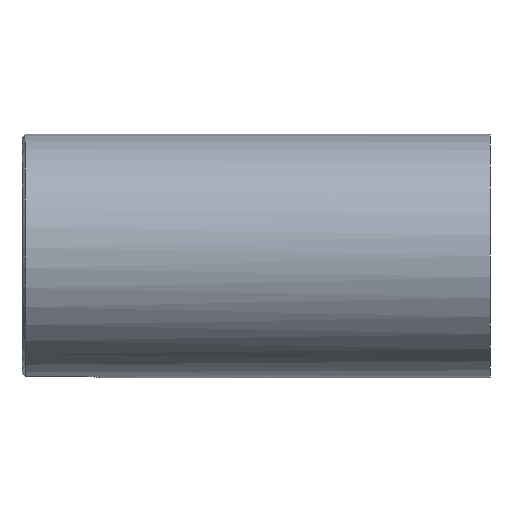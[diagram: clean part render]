
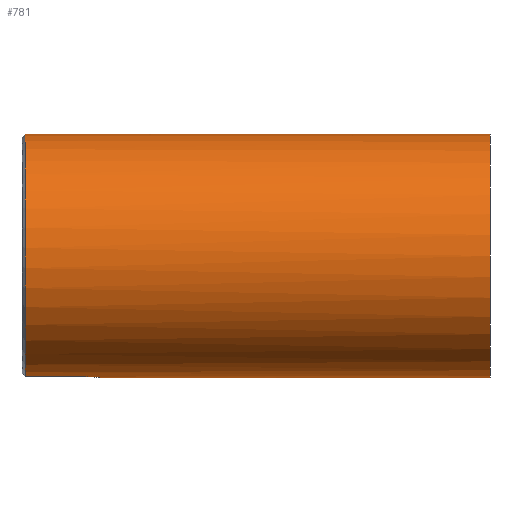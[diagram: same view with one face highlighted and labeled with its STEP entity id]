
A CAD part, front view. The second image highlights one B-rep face of the part: STEP entity #781.
In plain terms, the highlighted cylindrical face has radius 19.5 mm (diameter 39 mm), a partial arc.
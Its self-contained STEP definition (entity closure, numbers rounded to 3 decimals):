
#18 = CARTESIAN_POINT ( 'NONE',  ( 179.985, -1.681, -19.428 ) ) ;
#49 = CARTESIAN_POINT ( 'NONE',  ( 182.946, -0.157, 19.499 ) ) ;
#60 = CARTESIAN_POINT ( 'NONE',  ( 180.587, -0.212, -19.499 ) ) ;
#62 = DIRECTION ( 'NONE',  ( -1., 0., 0. ) ) ;
#63 = EDGE_CURVE ( 'NONE', #592, #878, #679, .T. ) ;
#65 = CARTESIAN_POINT ( 'NONE',  ( 178.158, -2.6, -19.326 ) ) ;
#85 = CARTESIAN_POINT ( 'NONE',  ( 179.511, -2.118, -19.385 ) ) ;
#92 = ORIENTED_EDGE ( 'NONE', *, *, #454, .F. ) ;
#116 = CARTESIAN_POINT ( 'NONE',  ( 232.206, 0., 19.5 ) ) ;
#167 = CARTESIAN_POINT ( 'NONE',  ( 179.239, -2.289, -19.365 ) ) ;
#170 = DIRECTION ( 'NONE',  ( 0., 0., 1. ) ) ;
#185 = VERTEX_POINT ( 'NONE', #660 ) ;
#188 = CARTESIAN_POINT ( 'NONE',  ( 177.995, -2.6, -19.326 ) ) ;
#202 = LINE ( 'NONE', #779, #591 ) ;
#211 = ORIENTED_EDGE ( 'NONE', *, *, #874, .T. ) ;
#223 = CARTESIAN_POINT ( 'NONE',  ( 183.096, -0.144, 19.499 ) ) ;
#239 = CARTESIAN_POINT ( 'NONE',  ( 168.495, 0., 0. ) ) ;
#257 = CARTESIAN_POINT ( 'NONE',  ( 183.683, 0., 19.5 ) ) ;
#263 = CARTESIAN_POINT ( 'NONE',  ( 183.542, -0.052, 19.5 ) ) ;
#270 = DIRECTION ( 'NONE',  ( 0., 0., 1. ) ) ;
#277 = CARTESIAN_POINT ( 'NONE',  ( 178.793, -2.48, -19.342 ) ) ;
#287 = CIRCLE ( 'NONE', #523, 19.5 ) ;
#293 = CARTESIAN_POINT ( 'NONE',  ( 178.321, -2.585, -19.328 ) ) ;
#298 = LINE ( 'NONE', #888, #621 ) ;
#299 = VERTEX_POINT ( 'NONE', #555 ) ;
#302 = CARTESIAN_POINT ( 'NONE',  ( 180.573, -0.373, -19.497 ) ) ;
#303 = CIRCLE ( 'NONE', #464, 19.5 ) ;
#307 = VERTEX_POINT ( 'NONE', #996 ) ;
#310 = AXIS2_PLACEMENT_3D ( 'NONE', #958, #772, #170 ) ;
#327 = DIRECTION ( 'NONE',  ( 1., 0., 0. ) ) ;
#340 = CARTESIAN_POINT ( 'NONE',  ( 243., 0., 0. ) ) ;
#342 = ORIENTED_EDGE ( 'NONE', *, *, #1008, .F. ) ;
#347 = CARTESIAN_POINT ( 'NONE',  ( 179.639, -2.021, -19.395 ) ) ;
#361 = CARTESIAN_POINT ( 'NONE',  ( 178.638, -2.524, -19.336 ) ) ;
#388 = EDGE_CURVE ( 'NONE', #592, #646, #1017, .T. ) ;
#393 = CARTESIAN_POINT ( 'NONE',  ( 181.909, 0., 19.5 ) ) ;
#415 = DIRECTION ( 'NONE',  ( -1., 0., 0. ) ) ;
#441 = CARTESIAN_POINT ( 'NONE',  ( 182.05, -0.052, 19.5 ) ) ;
#454 = EDGE_CURVE ( 'NONE', #307, #185, #1059, .T. ) ;
#458 = CARTESIAN_POINT ( 'NONE',  ( 183.394, -0.091, 19.5 ) ) ;
#459 = ORIENTED_EDGE ( 'NONE', *, *, #388, .T. ) ;
#461 = ORIENTED_EDGE ( 'NONE', *, *, #862, .T. ) ;
#464 = AXIS2_PLACEMENT_3D ( 'NONE', #340, #415, #270 ) ;
#474 = DIRECTION ( 'NONE',  ( 1., 0., 0. ) ) ;
#486 = EDGE_LOOP ( 'NONE', ( #459, #211, #461, #738, #92, #743, #342, #1019, #987 ) ) ;
#493 = CARTESIAN_POINT ( 'NONE',  ( 179.093, -2.363, -19.356 ) ) ;
#502 = VERTEX_POINT ( 'NONE', #588 ) ;
#515 = DIRECTION ( 'NONE',  ( 1., 0., 0. ) ) ;
#520 = CARTESIAN_POINT ( 'NONE',  ( 180.587, -0.212, -19.499 ) ) ;
#523 = AXIS2_PLACEMENT_3D ( 'NONE', #239, #62, #1114 ) ;
#552 = EDGE_CURVE ( 'NONE', #185, #944, #202, .T. ) ;
#555 = CARTESIAN_POINT ( 'NONE',  ( 168.495, -2.6, -19.326 ) ) ;
#571 = VERTEX_POINT ( 'NONE', #850 ) ;
#588 = CARTESIAN_POINT ( 'NONE',  ( 243., 0., -19.5 ) ) ;
#591 = VECTOR ( 'NONE', #515, 1000. ) ;
#592 = VERTEX_POINT ( 'NONE', #520 ) ;
#621 = VECTOR ( 'NONE', #327, 1000. ) ;
#646 = VERTEX_POINT ( 'NONE', #1077 ) ;
#660 = CARTESIAN_POINT ( 'NONE',  ( 183.683, 0., 19.5 ) ) ;
#679 = B_SPLINE_CURVE_WITH_KNOTS ( 'NONE', 3,
 ( #845, #302, #943, #687, #770, #922, #1052, #18, #1039, #347, #85, #167, #493, #277, #361, #293, #65, #1065 ),
 .UNSPECIFIED., .F., .F.,
 ( 4, 2, 2, 2, 2, 2, 2, 2, 4 ),
 ( 0.004, 0.005, 0.005, 0.006, 0.006, 0.007, 0.007, 0.008, 0.008 ),
 .UNSPECIFIED. ) ;
#687 = CARTESIAN_POINT ( 'NONE',  ( 180.46, -0.843, -19.482 ) ) ;
#735 = EDGE_CURVE ( 'NONE', #571, #307, #932, .T. ) ;
#737 = CARTESIAN_POINT ( 'NONE',  ( 182.195, -0.091, 19.5 ) ) ;
#738 = ORIENTED_EDGE ( 'NONE', *, *, #552, .F. ) ;
#743 = ORIENTED_EDGE ( 'NONE', *, *, #735, .F. ) ;
#755 = CARTESIAN_POINT ( 'NONE',  ( 180.604, 0., -19.5 ) ) ;
#769 = CARTESIAN_POINT ( 'NONE',  ( 232.206, -2.6, -19.326 ) ) ;
#770 = CARTESIAN_POINT ( 'NONE',  ( 180.403, -0.994, -19.475 ) ) ;
#772 = DIRECTION ( 'NONE',  ( 1., 0., 0. ) ) ;
#779 = CARTESIAN_POINT ( 'NONE',  ( 232.206, 0., 19.5 ) ) ;
#781 = ADVANCED_FACE ( 'NONE', ( #910 ), #953, .T. ) ;
#805 = CARTESIAN_POINT ( 'NONE',  ( 182.493, -0.144, 19.499 ) ) ;
#845 = CARTESIAN_POINT ( 'NONE',  ( 180.587, -0.212, -19.499 ) ) ;
#850 = CARTESIAN_POINT ( 'NONE',  ( 168.495, 0., 19.5 ) ) ;
#862 = EDGE_CURVE ( 'NONE', #502, #944, #303, .T. ) ;
#872 = CARTESIAN_POINT ( 'NONE',  ( 243., 0., 19.5 ) ) ;
#874 = EDGE_CURVE ( 'NONE', #646, #502, #298, .T. ) ;
#878 = VERTEX_POINT ( 'NONE', #188 ) ;
#888 = CARTESIAN_POINT ( 'NONE',  ( 232.206, 0., -19.5 ) ) ;
#890 = CARTESIAN_POINT ( 'NONE',  ( 182.645, -0.157, 19.499 ) ) ;
#898 = LINE ( 'NONE', #769, #900 ) ;
#900 = VECTOR ( 'NONE', #1046, 1000. ) ;
#910 = FACE_OUTER_BOUND ( 'NONE', #486, .T. ) ;
#922 = CARTESIAN_POINT ( 'NONE',  ( 180.261, -1.286, -19.458 ) ) ;
#932 = LINE ( 'NONE', #116, #933 ) ;
#933 = VECTOR ( 'NONE', #474, 1000. ) ;
#943 = CARTESIAN_POINT ( 'NONE',  ( 180.545, -0.533, -19.493 ) ) ;
#944 = VERTEX_POINT ( 'NONE', #872 ) ;
#953 = CYLINDRICAL_SURFACE ( 'NONE', #310, 19.5 ) ;
#958 = CARTESIAN_POINT ( 'NONE',  ( 232.206, 0., 0. ) ) ;
#987 = ORIENTED_EDGE ( 'NONE', *, *, #63, .F. ) ;
#996 = CARTESIAN_POINT ( 'NONE',  ( 181.909, 0., 19.5 ) ) ;
#1008 = EDGE_CURVE ( 'NONE', #299, #571, #287, .T. ) ;
#1017 =( BOUNDED_CURVE ( )  B_SPLINE_CURVE ( 2, ( #60, #1058, #755 ),
 .UNSPECIFIED., .F., .F. ) 
 B_SPLINE_CURVE_WITH_KNOTS ( ( 3, 3 ),
 ( 0., 0.002 ),
 .UNSPECIFIED. ) 
 CURVE ( )  GEOMETRIC_REPRESENTATION_ITEM ( )  RATIONAL_B_SPLINE_CURVE ( ( 1., 0.999, 0.999 ) ) 
 REPRESENTATION_ITEM ( '' )  );
#1019 = ORIENTED_EDGE ( 'NONE', *, *, #1083, .F. ) ;
#1039 = CARTESIAN_POINT ( 'NONE',  ( 179.876, -1.802, -19.417 ) ) ;
#1046 = DIRECTION ( 'NONE',  ( -1., 0., 0. ) ) ;
#1052 = CARTESIAN_POINT ( 'NONE',  ( 180.177, -1.424, -19.448 ) ) ;
#1058 = CARTESIAN_POINT ( 'NONE',  ( 180.595, -0.106, -19.5 ) ) ;
#1059 = B_SPLINE_CURVE_WITH_KNOTS ( 'NONE', 3,
 ( #393, #441, #737, #805, #890, #49, #223, #458, #263, #257 ),
 .UNSPECIFIED., .F., .F.,
 ( 4, 2, 2, 2, 4 ),
 ( 0.007, 0.008, 0.008, 0.009, 0.009 ),
 .UNSPECIFIED. ) ;
#1065 = CARTESIAN_POINT ( 'NONE',  ( 177.995, -2.6, -19.326 ) ) ;
#1077 = CARTESIAN_POINT ( 'NONE',  ( 180.604, 0., -19.5 ) ) ;
#1083 = EDGE_CURVE ( 'NONE', #878, #299, #898, .T. ) ;
#1114 = DIRECTION ( 'NONE',  ( 0., 0., -1. ) ) ;
